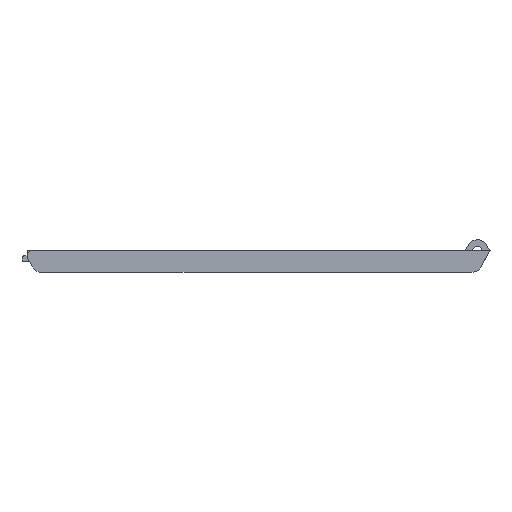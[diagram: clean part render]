
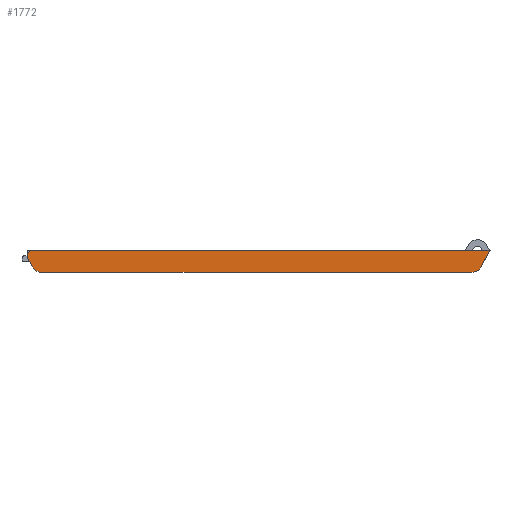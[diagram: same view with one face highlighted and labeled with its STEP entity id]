
A CAD part, left-side view. The second image highlights one B-rep face of the part: STEP entity #1772.
In plain terms, the highlighted planar face has unit normal (-1, 0, 0).
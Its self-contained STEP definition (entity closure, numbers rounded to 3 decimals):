
#1672=AXIS2_PLACEMENT_3D('Circle Axis2P3D',#1670,#1671,$) ;
#1705=AXIS2_PLACEMENT_3D('Plane Axis2P3D',#1702,#1703,#1704) ;
#1718=AXIS2_PLACEMENT_3D('Circle Axis2P3D',#1716,#1717,$) ;
#1732=AXIS2_PLACEMENT_3D('Circle Axis2P3D',#1730,#1731,$) ;
#1739=AXIS2_PLACEMENT_3D('Circle Axis2P3D',#1737,#1738,$) ;
#1758=AXIS2_PLACEMENT_3D('Circle Axis2P3D',#1756,#1757,$) ;
#1667=CARTESIAN_POINT('Vertex',(0.,85.937,3.)) ;
#1670=CARTESIAN_POINT('Axis2P3D Location',(0.,84.937,3.)) ;
#1674=CARTESIAN_POINT('Vertex',(0.,84.937,4.)) ;
#1702=CARTESIAN_POINT('Axis2P3D Location',(0.,43.337,4.)) ;
#1707=CARTESIAN_POINT('Line Origine',(0.,85.393,1.767)) ;
#1711=CARTESIAN_POINT('Vertex',(0.,85.809,2.511)) ;
#1713=CARTESIAN_POINT('Vertex',(0.,84.976,1.023)) ;
#1716=CARTESIAN_POINT('Axis2P3D Location',(0.,83.231,2.)) ;
#1720=CARTESIAN_POINT('Vertex',(0.,83.231,0.)) ;
#1723=CARTESIAN_POINT('Line Origine',(0.,43.322,0.)) ;
#1727=CARTESIAN_POINT('Vertex',(0.,3.412,0.)) ;
#1730=CARTESIAN_POINT('Axis2P3D Location',(0.,3.412,2.)) ;
#1734=CARTESIAN_POINT('Vertex',(0.,2.268,0.36)) ;
#1737=CARTESIAN_POINT('Axis2P3D Location',(0.,3.412,2.)) ;
#1741=CARTESIAN_POINT('Vertex',(0.,1.667,1.023)) ;
#1744=CARTESIAN_POINT('Line Origine',(0.,0.834,2.511)) ;
#1748=CARTESIAN_POINT('Vertex',(0.,0.,4.)) ;
#1751=CARTESIAN_POINT('Line Origine',(0.,42.468,4.)) ;
#1756=CARTESIAN_POINT('Axis2P3D Location',(0.,84.937,3.)) ;
#1671=DIRECTION('Axis2P3D Direction',(-1.,0.,0.)) ;
#1703=DIRECTION('Axis2P3D Direction',(-1.,0.,0.)) ;
#1704=DIRECTION('Axis2P3D XDirection',(0.,0.,-1.)) ;
#1708=DIRECTION('Vector Direction',(0.,0.489,0.872)) ;
#1717=DIRECTION('Axis2P3D Direction',(-1.,0.,0.)) ;
#1724=DIRECTION('Vector Direction',(0.,-1.,0.)) ;
#1731=DIRECTION('Axis2P3D Direction',(-1.,0.,0.)) ;
#1738=DIRECTION('Axis2P3D Direction',(-1.,0.,0.)) ;
#1745=DIRECTION('Vector Direction',(0.,-0.489,0.872)) ;
#1752=DIRECTION('Vector Direction',(0.,1.,0.)) ;
#1757=DIRECTION('Axis2P3D Direction',(-1.,0.,0.)) ;
#1709=VECTOR('Line Direction',#1708,1.) ;
#1725=VECTOR('Line Direction',#1724,1.) ;
#1746=VECTOR('Line Direction',#1745,1.) ;
#1753=VECTOR('Line Direction',#1752,1.) ;
#1762=ORIENTED_EDGE('',*,*,#1715,.T.) ;
#1763=ORIENTED_EDGE('',*,*,#1722,.T.) ;
#1764=ORIENTED_EDGE('',*,*,#1729,.T.) ;
#1765=ORIENTED_EDGE('',*,*,#1736,.T.) ;
#1766=ORIENTED_EDGE('',*,*,#1743,.T.) ;
#1767=ORIENTED_EDGE('',*,*,#1750,.T.) ;
#1768=ORIENTED_EDGE('',*,*,#1755,.T.) ;
#1769=ORIENTED_EDGE('',*,*,#1676,.T.) ;
#1770=ORIENTED_EDGE('',*,*,#1760,.T.) ;
#1772=ADVANCED_FACE('COVER',(#1771),#1706,.T.) ;
#1673=CIRCLE('generated circle',#1672,1.) ;
#1719=CIRCLE('generated circle',#1718,2.) ;
#1733=CIRCLE('generated circle',#1732,2.) ;
#1740=CIRCLE('generated circle',#1739,2.) ;
#1759=CIRCLE('generated circle',#1758,1.) ;
#1676=EDGE_CURVE('',#1675,#1668,#1673,.T.) ;
#1715=EDGE_CURVE('',#1712,#1714,#1710,.F.) ;
#1722=EDGE_CURVE('',#1714,#1721,#1719,.T.) ;
#1729=EDGE_CURVE('',#1721,#1728,#1726,.T.) ;
#1736=EDGE_CURVE('',#1728,#1735,#1733,.T.) ;
#1743=EDGE_CURVE('',#1735,#1742,#1740,.T.) ;
#1750=EDGE_CURVE('',#1742,#1749,#1747,.T.) ;
#1755=EDGE_CURVE('',#1749,#1675,#1754,.T.) ;
#1760=EDGE_CURVE('',#1668,#1712,#1759,.T.) ;
#1761=EDGE_LOOP('',(#1762,#1763,#1764,#1765,#1766,#1767,#1768,#1769,#1770)) ;
#1771=FACE_OUTER_BOUND('',#1761,.T.) ;
#1710=LINE('Line',#1707,#1709) ;
#1726=LINE('Line',#1723,#1725) ;
#1747=LINE('Line',#1744,#1746) ;
#1754=LINE('Line',#1751,#1753) ;
#1706=PLANE('',#1705) ;
#1668=VERTEX_POINT('',#1667) ;
#1675=VERTEX_POINT('',#1674) ;
#1712=VERTEX_POINT('',#1711) ;
#1714=VERTEX_POINT('',#1713) ;
#1721=VERTEX_POINT('',#1720) ;
#1728=VERTEX_POINT('',#1727) ;
#1735=VERTEX_POINT('',#1734) ;
#1742=VERTEX_POINT('',#1741) ;
#1749=VERTEX_POINT('',#1748) ;
